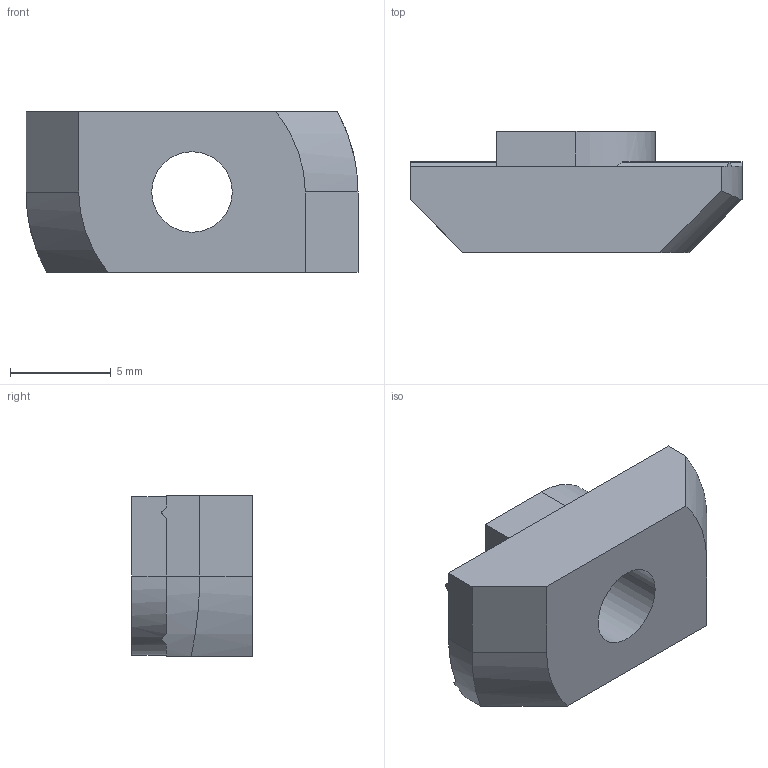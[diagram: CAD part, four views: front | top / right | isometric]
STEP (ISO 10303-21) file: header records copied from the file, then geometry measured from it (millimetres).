
FILE_DESCRIPTION(('STEP AP214'),'1');
FILE_NAME('cctmp_313CFA08-A445-4CA2-A41E-2AB7FADD6A15_2020_1_9_16_22_47_596..stp','2020-01-09T15:22:47',('Bosch Rexroth AG'),('CADClick - www.CADClick.com'),'Spatial InterOp 3D',' ','unknown authorization - (Healing Option Enabled)');
FILE_SCHEMA(('AUTOMOTIVE_DESIGN'));
Length unit declared in the file: millimetre
Products named in the file (1): 2020_01_09__16-22-47-596
Bounding box: 16.5 x 6 x 8 mm (x, y, z)
Volume: 516.6 mm3; surface area: 522.1 mm2
Topology: 1 solids, 1 shells, 36 faces, 100 edges, 66 vertices
Faces by surface type: plane 24, cylinder 12
Entity records: 1518 total; most frequent: CARTESIAN_POINT 255, DIRECTION 200, ORIENTED_EDGE 200, EDGE_CURVE 100, AXIS2_PLACEMENT_3D 67, VERTEX_POINT 66, LINE 66, VECTOR 66
